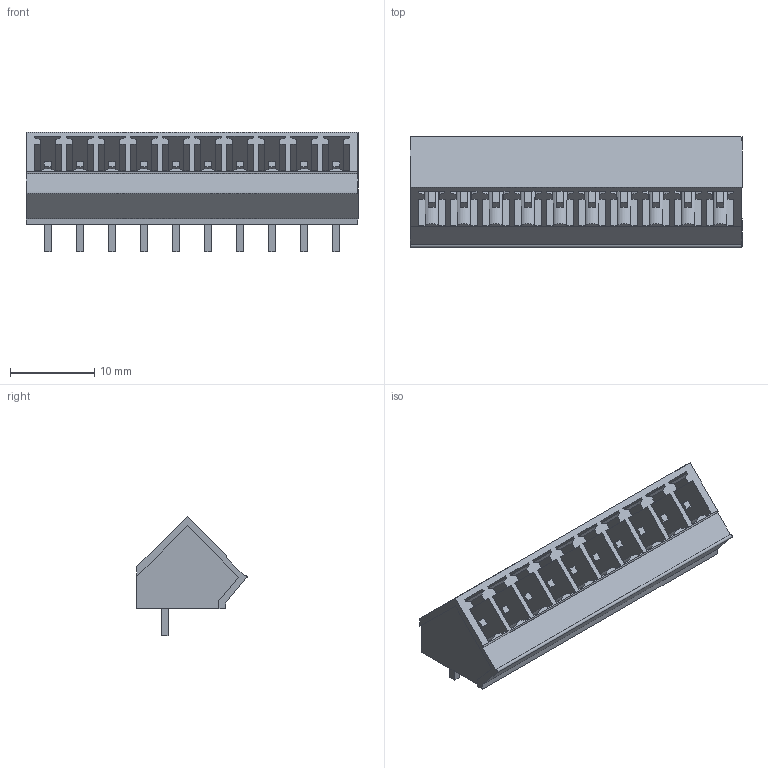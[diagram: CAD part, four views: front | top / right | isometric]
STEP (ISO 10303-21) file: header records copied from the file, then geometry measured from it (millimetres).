
FILE_DESCRIPTION(('CATIA V5 STEP Exchange','CAx-IF Rec.Pracs.--- Model Styling and Organization---1.2---2011-12-15'),'2;1');
FILE_NAME ('D1460986_0_1977710000_1977710000.stp','2018-04-23T09:46:41+00:00',('none'),('Weidmueller'),'CATIA Version 5-6 Release 2014','CATIA V5 STEP AP214','none');
FILE_SCHEMA(('AUTOMOTIVE_DESIGN { 1 0 10303 214 1 1 1 1 }'));
Length unit declared in the file: millimetre
Products named in the file (1): 1977710000
Bounding box: 39.49 x 13.1 x 14.2 mm (x, y, z)
Volume: 1812 mm3; surface area: 4586.6 mm2
Topology: 11 solids, 11 shells, 445 faces, 1257 edges, 844 vertices
Faces by surface type: plane 413, cylinder 32
Entity records: 13884 total; most frequent: ORIENTED_EDGE 2514, CARTESIAN_POINT 2484, DIRECTION 1851, EDGE_CURVE 1257, VECTOR 1193, LINE 1193, VERTEX_POINT 844, EDGE_LOOP 475
